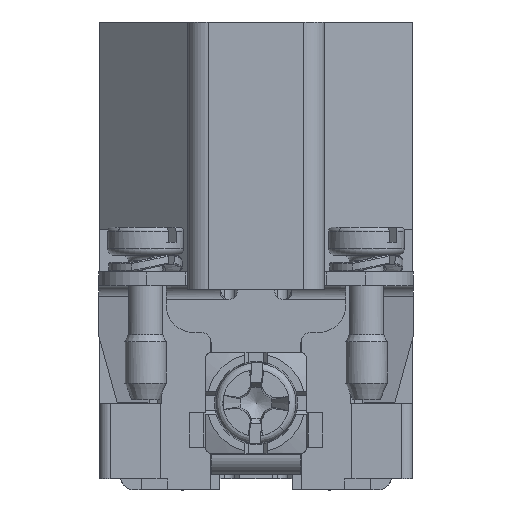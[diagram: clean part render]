
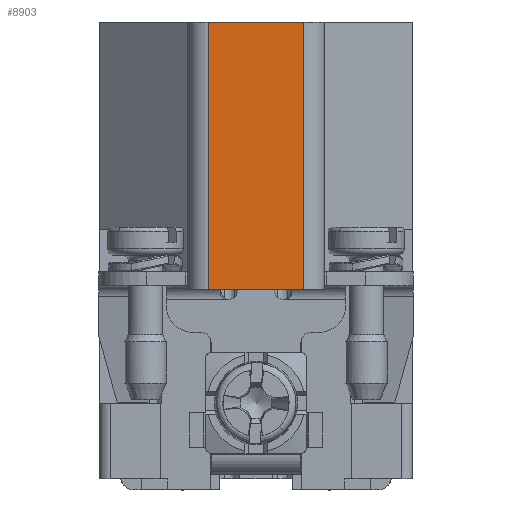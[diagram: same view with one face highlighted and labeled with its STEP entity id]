
A CAD part, left-side view. The second image highlights one B-rep face of the part: STEP entity #8903.
In plain terms, the highlighted planar face has unit normal (-1, 0, 0).
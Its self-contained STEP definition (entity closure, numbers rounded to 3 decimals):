
#8903=ADVANCED_FACE('',(#10722),#10058,.T.);
#10058=PLANE('',#29443);
#10722=FACE_OUTER_BOUND('',#11707,.T.);
#11707=EDGE_LOOP('',(#13385,#13386,#13387,#13388));
#13385=ORIENTED_EDGE('',*,*,#21273,.F.);
#13386=ORIENTED_EDGE('',*,*,#21274,.T.);
#13387=ORIENTED_EDGE('',*,*,#21275,.T.);
#13388=ORIENTED_EDGE('',*,*,#21276,.T.);
#19253=VERTEX_POINT('',#38681);
#19254=VERTEX_POINT('',#38682);
#19255=VERTEX_POINT('',#38684);
#19256=VERTEX_POINT('',#38686);
#21273=EDGE_CURVE('',#19253,#19254,#24558,.T.);
#21274=EDGE_CURVE('',#19253,#19255,#24559,.T.);
#21275=EDGE_CURVE('',#19255,#19256,#24560,.T.);
#21276=EDGE_CURVE('',#19256,#19254,#24561,.T.);
#24558=LINE('',#38680,#26377);
#24559=LINE('',#38683,#26378);
#24560=LINE('',#38685,#26379);
#24561=LINE('',#38687,#26380);
#26377=VECTOR('',#31651,1.);
#26378=VECTOR('',#31652,1.);
#26379=VECTOR('',#31653,1.);
#26380=VECTOR('',#31654,1.);
#29443=AXIS2_PLACEMENT_3D('',#38688,#31655,#31656);
#31651=DIRECTION('',(0.,-1.,0.));
#31652=DIRECTION('',(0.,0.,-1.));
#31653=DIRECTION('',(0.,-1.,0.));
#31654=DIRECTION('',(0.,0.,1.));
#31655=DIRECTION('',(-1.,0.,0.));
#31656=DIRECTION('',(0.,0.,1.));
#38680=CARTESIAN_POINT('',(-35.95,4.95,19.1));
#38681=CARTESIAN_POINT('',(-35.95,3.45,19.1));
#38682=CARTESIAN_POINT('',(-35.95,-3.45,19.1));
#38683=CARTESIAN_POINT('',(-35.95,3.45,-14.));
#38684=CARTESIAN_POINT('',(-35.95,3.45,-0.25));
#38685=CARTESIAN_POINT('',(-35.95,4.95,-0.25));
#38686=CARTESIAN_POINT('',(-35.95,-3.45,-0.25));
#38687=CARTESIAN_POINT('',(-35.95,-3.45,-14.));
#38688=CARTESIAN_POINT('',(-35.95,4.95,-14.));
